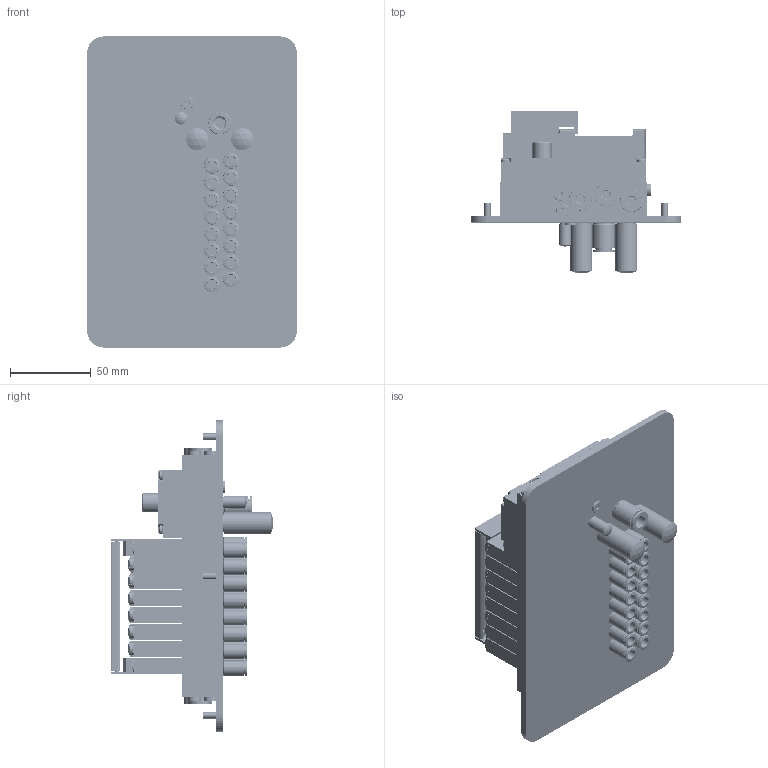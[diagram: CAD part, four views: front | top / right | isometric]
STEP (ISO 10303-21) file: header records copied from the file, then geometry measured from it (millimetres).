
FILE_DESCRIPTION(/* description */ ('VTUG-MP-Ventilinsel'),/* implementation_level */ '2;1');
FILE_NAME(/* name */ 'VTUG 10, 8 op met doorvoerplaat en IO-link.stp',/* time_stamp */ '2018-07-18T11:59:42+02:00',/* author */ ('user'),/* organization */ ('FESTO'),/* preprocessor_version */ 'ST-DEVELOPER v16.5',/* originating_system */ 'Autodesk Inventor 2017',/* authorisation */ '');
FILE_SCHEMA (('AUTOMOTIVE_DESIGN { 1 0 10303 214 3 1 1 }'));
Length unit declared in the file: millimetre
Products named in the file (19): 573606 VTUG-10-VRLK-B1T-G18B-DTB-M7SU-8VK+TTSC; 573605 VABM-L1-10-HWB-G18-8-GR-- ---(MF); 573413 VUVG-B10-T32C-MZT-F-1T1L---(V_M7); 730988 F-M2x34-10.9; 3568 B-1/8---(VTUG); 174308 B-M5-B---(VTUG); 573384 VAEM-L1-S-8-PT---(0)_p; 1426888 F-M3x17-10.9; 174308 B-M5-B; 573457 ASCF-H-L1-10-8V---(T); 1478897 ASCF-H-L1-L---(S); 1491427 ASCF-H-L1-R---(S); dichting maat 10, 8; doorvoerplaat maat 10, 8; 161419 UC-1/8; 165003 UC-M5; 578376 NPQH-DK-G18-Q8-P10; 578404 NPQH-BK-M5-P10; 133007 QSM-M7-6-I-R
Assembly tree (67 placements, depth 2):
  573606 VTUG-10-VRLK-B1T-G18B-DTB-M7SU-8VK+TTSC
    573605 VABM-L1-10-HWB-G18-8-GR-- ---(MF)
    573413 VUVG-B10-T32C-MZT-F-1T1L---(V_M7)  x8
    730988 F-M2x34-10.9  x16
    3568 B-1/8---(VTUG)  x6
    174308 B-M5-B---(VTUG)  x4
    573384 VAEM-L1-S-8-PT---(0)_p
    1426888 F-M3x17-10.9  x4
    174308 B-M5-B
    573457 ASCF-H-L1-10-8V---(T)
    1478897 ASCF-H-L1-L---(S)
    1491427 ASCF-H-L1-R---(S)
    dichting maat 10, 8
    doorvoerplaat maat 10, 8
    161419 UC-1/8  x2
    165003 UC-M5
    578376 NPQH-DK-G18-Q8-P10
    578404 NPQH-BK-M5-P10
    133007 QSM-M7-6-I-R  x16
Bounding box: 130 x 101.05 x 193 mm (x, y, z)
Volume: 610327.5 mm3; surface area: 276545.4 mm2
Topology: 67 solids, 67 shells, 4532 faces, 10860 edges, 7046 vertices
Faces by surface type: plane 2832, cylinder 1097, cone 397, torus 134, sphere 68, bspline 4
Full cylindrical faces by diameter (mm): 0.7 x3, 0.9 x3, 1 x5, 1.567 x16, 1.69 x16, 2 x16, 2.459 x4, 2.5 x4, 2.6 x7, 2.65 x16, 2.7 x24, 2.8 x4, 3 x4, 3.2 x3, 3.242 x4, 3.3 x1, 3.6 x1, 3.9 x16, 4 x22, 4.134 x8, 4.2 x40, 4.5 x20, 4.6 x2, 4.864 x2, 5 x13, 5.3 x16, 5.5 x10, 5.6 x44, 5.917 x16, 6 x17
Entity records: 45869 total; most frequent: CARTESIAN_POINT 8580, DIRECTION 7740, ORIENTED_EDGE 6780, EDGE_CURVE 3390, AXIS2_PLACEMENT_3D 2823, VERTEX_POINT 2465, EDGE_LOOP 2343, LINE 2094
